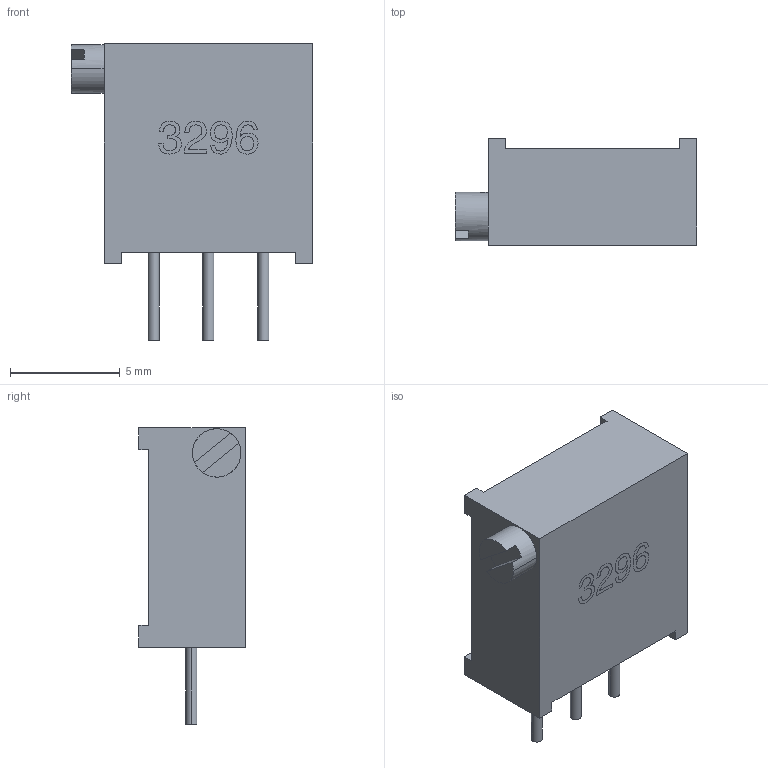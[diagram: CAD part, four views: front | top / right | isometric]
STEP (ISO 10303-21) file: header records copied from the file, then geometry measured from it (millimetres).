
FILE_DESCRIPTION (( 'STEP AP214' ), '1' );
FILE_NAME ('RES-ADJ-TH_3296X.step', '2022-07-28T08:39:03', ( '' ), ( '' ), 'SwSTEP 2.0', 'SolidWorks 2020', '' );
FILE_SCHEMA (( 'AUTOMOTIVE_DESIGN' ));
Length unit declared in the file: millimetre
Products named in the file (1): RES-ADJ-TH_3296X
Bounding box: 11 x 4.85 x 13.5 mm (x, y, z)
Volume: 409.2 mm3; surface area: 395.5 mm2
Topology: 1 solids, 1 shells, 329 faces, 894 edges, 596 vertices
Faces by surface type: plane 176, bspline 145, cylinder 8
Entity records: 17215 total; most frequent: CARTESIAN_POINT 6237, ORIENTED_EDGE 1788, DIRECTION 990, EDGE_CURVE 894, VERTEX_POINT 596, VECTOR 580, LINE 580, EDGE_LOOP 358
